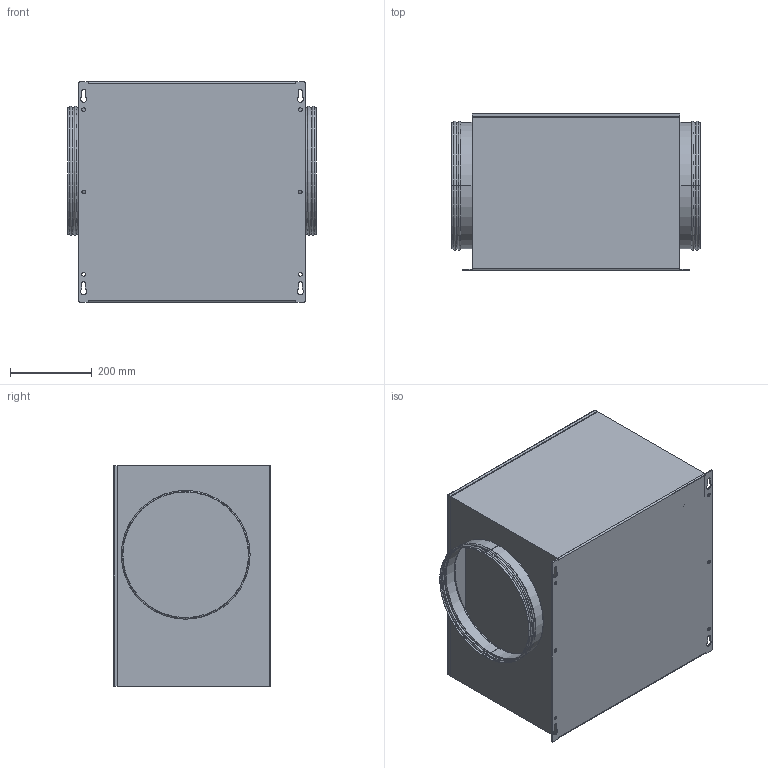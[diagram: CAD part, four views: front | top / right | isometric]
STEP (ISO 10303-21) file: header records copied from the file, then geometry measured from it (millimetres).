
FILE_DESCRIPTION (( 'STEP AP214' ), '1' );
FILE_NAME ('ESR 16-2 EC.STEP', '2018-05-12T14:18:24', ( 'CADnetwork' ), ( '' ), 'SwSTEP 2.0', 'SolidWorks 2014', '' );
FILE_SCHEMA (( 'AUTOMOTIVE_DESIGN' ));
Length unit declared in the file: millimetre
Products named in the file (1): ESR 16-2 EC
Bounding box: 610 x 385 x 540 mm (x, y, z)
Volume: 7418324.4 mm3; surface area: 3861512.6 mm2
Topology: 5 solids, 5 shells, 135 faces, 328 edges, 204 vertices
Faces by surface type: cylinder 68, plane 51, torus 16
Entity records: 4186 total; most frequent: DIRECTION 732, CARTESIAN_POINT 692, ORIENTED_EDGE 656, EDGE_CURVE 328, AXIS2_PLACEMENT_3D 276, VERTEX_POINT 204, VECTOR 180, LINE 180
